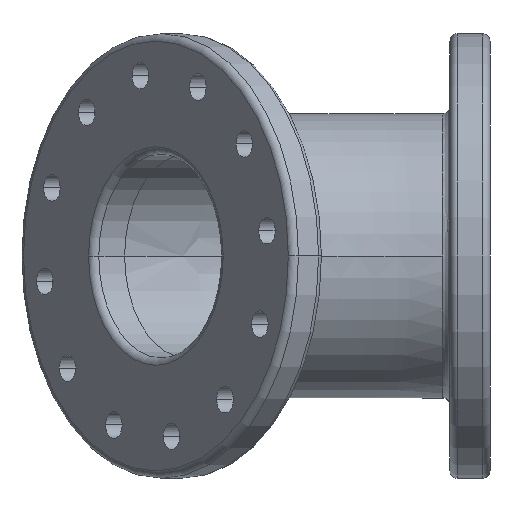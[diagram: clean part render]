
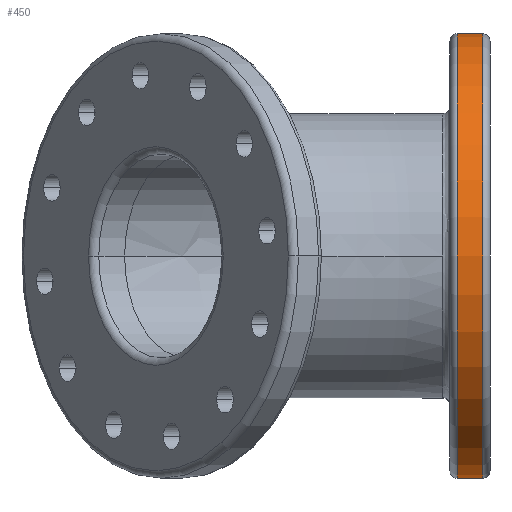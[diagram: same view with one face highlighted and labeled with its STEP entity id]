
A CAD part, left-side view. The second image highlights one B-rep face of the part: STEP entity #450.
In plain terms, the highlighted cylindrical face has radius 61 mm (diameter 122 mm), a partial arc.
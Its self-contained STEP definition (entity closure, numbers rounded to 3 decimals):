
#370 = DIRECTION ( 'NONE',  ( 0., -1., 0. ) ) ;
#386 = EDGE_CURVE ( 'NONE', #2675, #2936, #1181, .T. ) ;
#410 = CARTESIAN_POINT ( 'NONE',  ( 0., 9., 61. ) ) ;
#450 = ADVANCED_FACE ( 'NONE', ( #1014 ), #2794, .T. ) ;
#614 = DIRECTION ( 'NONE',  ( 0., -1., 0. ) ) ;
#902 = ORIENTED_EDGE ( 'NONE', *, *, #1626, .T. ) ;
#1014 = FACE_OUTER_BOUND ( 'NONE', #1573, .T. ) ;
#1083 = CARTESIAN_POINT ( 'NONE',  ( 0., 9., 0. ) ) ;
#1166 = VERTEX_POINT ( 'NONE', #1358 ) ;
#1181 = LINE ( 'NONE', #2718, #1245 ) ;
#1203 = LINE ( 'NONE', #3951, #2010 ) ;
#1211 = DIRECTION ( 'NONE',  ( 0., -1., 0. ) ) ;
#1227 = ORIENTED_EDGE ( 'NONE', *, *, #386, .F. ) ;
#1242 = EDGE_CURVE ( 'NONE', #1166, #1729, #1203, .T. ) ;
#1245 = VECTOR ( 'NONE', #1211, 1000. ) ;
#1358 = CARTESIAN_POINT ( 'NONE',  ( 0., 9., -61. ) ) ;
#1407 = EDGE_CURVE ( 'NONE', #1729, #2936, #2575, .T. ) ;
#1573 = EDGE_LOOP ( 'NONE', ( #1227, #902, #3103, #2424 ) ) ;
#1626 = EDGE_CURVE ( 'NONE', #2675, #1166, #2178, .T. ) ;
#1684 = AXIS2_PLACEMENT_3D ( 'NONE', #1902, #3688, #2243 ) ;
#1692 = DIRECTION ( 'NONE',  ( 0., 0., 1. ) ) ;
#1729 = VERTEX_POINT ( 'NONE', #2707 ) ;
#1902 = CARTESIAN_POINT ( 'NONE',  ( 0., 2., 0. ) ) ;
#1931 = AXIS2_PLACEMENT_3D ( 'NONE', #1083, #3491, #1692 ) ;
#2010 = VECTOR ( 'NONE', #614, 1000. ) ;
#2170 = DIRECTION ( 'NONE',  ( 0., 0., -1. ) ) ;
#2178 = CIRCLE ( 'NONE', #1931, 61. ) ;
#2243 = DIRECTION ( 'NONE',  ( 0., 0., 1. ) ) ;
#2424 = ORIENTED_EDGE ( 'NONE', *, *, #1407, .T. ) ;
#2575 = CIRCLE ( 'NONE', #1684, 61. ) ;
#2675 = VERTEX_POINT ( 'NONE', #410 ) ;
#2707 = CARTESIAN_POINT ( 'NONE',  ( 0., 2., -61. ) ) ;
#2718 = CARTESIAN_POINT ( 'NONE',  ( 0., 11., 61. ) ) ;
#2763 = CARTESIAN_POINT ( 'NONE',  ( 0., 2., 61. ) ) ;
#2794 = CYLINDRICAL_SURFACE ( 'NONE', #3214, 61. ) ;
#2936 = VERTEX_POINT ( 'NONE', #2763 ) ;
#3103 = ORIENTED_EDGE ( 'NONE', *, *, #1242, .T. ) ;
#3109 = CARTESIAN_POINT ( 'NONE',  ( 0., 11., 0. ) ) ;
#3214 = AXIS2_PLACEMENT_3D ( 'NONE', #3109, #370, #2170 ) ;
#3491 = DIRECTION ( 'NONE',  ( 0., -1., 0. ) ) ;
#3688 = DIRECTION ( 'NONE',  ( 0., 1., 0. ) ) ;
#3951 = CARTESIAN_POINT ( 'NONE',  ( 0., 11., -61. ) ) ;
